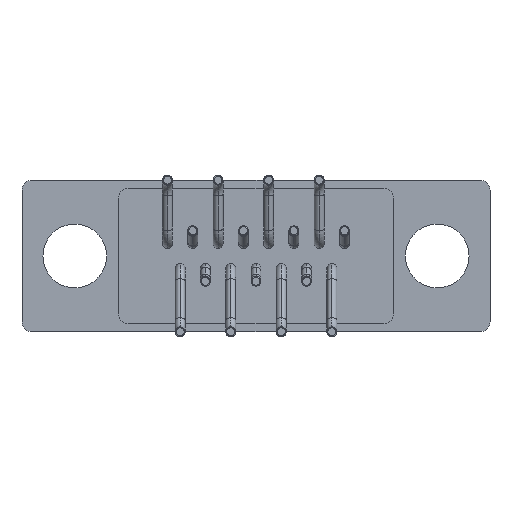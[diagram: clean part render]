
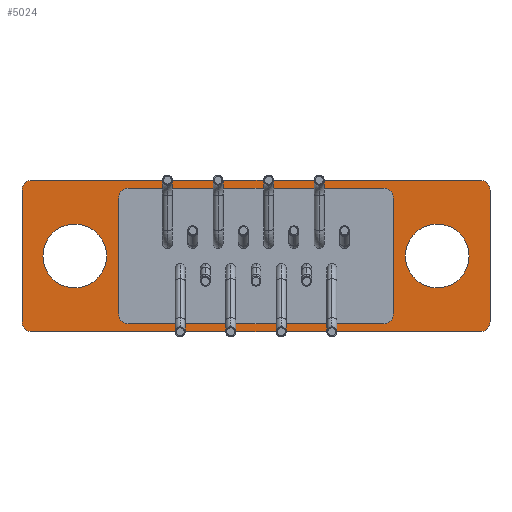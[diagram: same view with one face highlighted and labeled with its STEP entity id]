
A CAD part, front view. The second image highlights one B-rep face of the part: STEP entity #5024.
In plain terms, the highlighted planar face has unit normal (0, -1, 0).
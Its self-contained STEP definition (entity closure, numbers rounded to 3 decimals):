
#200=CARTESIAN_POINT('',(6.4,3.5,2.9));
#201=DIRECTION('',(0.,1.,0.));
#202=DIRECTION('',(0.,0.,1.));
#203=AXIS2_PLACEMENT_3D('',#200,#201,#202);
#213=DIRECTION('',(1.,0.,0.));
#214=VECTOR('',#213,12.8);
#215=CARTESIAN_POINT('',(-6.4,3.5,3.4));
#216=LINE('',#215,#214);
#217=CARTESIAN_POINT('',(-6.4,3.5,2.9));
#218=DIRECTION('',(0.,1.,0.));
#219=DIRECTION('',(-1.,0.,0.));
#220=AXIS2_PLACEMENT_3D('',#217,#218,#219);
#226=DIRECTION('',(0.,0.,1.));
#227=VECTOR('',#226,5.8);
#228=CARTESIAN_POINT('',(-6.9,3.5,-2.9));
#229=LINE('',#228,#227);
#234=CARTESIAN_POINT('',(-6.4,3.5,-2.9));
#235=DIRECTION('',(0.,1.,0.));
#236=DIRECTION('',(0.,0.,-1.));
#237=AXIS2_PLACEMENT_3D('',#234,#235,#236);
#243=DIRECTION('',(-1.,0.,0.));
#244=VECTOR('',#243,12.8);
#245=CARTESIAN_POINT('',(6.4,3.5,-3.4));
#246=LINE('',#245,#244);
#251=CARTESIAN_POINT('',(6.4,3.5,-2.9));
#252=DIRECTION('',(0.,1.,0.));
#253=DIRECTION('',(1.,0.,0.));
#254=AXIS2_PLACEMENT_3D('',#251,#252,#253);
#260=DIRECTION('',(0.,0.,-1.));
#261=VECTOR('',#260,5.8);
#262=CARTESIAN_POINT('',(6.9,3.5,2.9));
#263=LINE('',#262,#261);
#268=CARTESIAN_POINT('',(-9.1,3.5,0.));
#269=DIRECTION('',(0.,1.,0.));
#270=DIRECTION('',(1.,0.,0.));
#271=AXIS2_PLACEMENT_3D('',#268,#269,#270);
#273=CARTESIAN_POINT('',(-9.1,3.5,0.));
#274=DIRECTION('',(0.,1.,0.));
#275=DIRECTION('',(-1.,0.,0.));
#276=AXIS2_PLACEMENT_3D('',#273,#274,#275);
#278=CARTESIAN_POINT('',(9.1,3.5,0.));
#279=DIRECTION('',(0.,1.,0.));
#280=DIRECTION('',(1.,0.,0.));
#281=AXIS2_PLACEMENT_3D('',#278,#279,#280);
#283=CARTESIAN_POINT('',(9.1,3.5,0.));
#284=DIRECTION('',(0.,1.,0.));
#285=DIRECTION('',(-1.,0.,0.));
#286=AXIS2_PLACEMENT_3D('',#283,#284,#285);
#288=CARTESIAN_POINT('',(11.25,3.5,-3.3));
#289=DIRECTION('',(0.,-1.,0.));
#290=DIRECTION('',(0.,0.,-1.));
#291=AXIS2_PLACEMENT_3D('',#288,#289,#290);
#293=DIRECTION('',(-1.,0.,0.));
#294=VECTOR('',#293,22.5);
#295=CARTESIAN_POINT('',(11.25,3.5,-3.8));
#296=LINE('',#295,#294);
#297=CARTESIAN_POINT('',(-11.25,3.5,-3.3));
#298=DIRECTION('',(0.,-1.,0.));
#299=DIRECTION('',(-1.,0.,0.));
#300=AXIS2_PLACEMENT_3D('',#297,#298,#299);
#302=DIRECTION('',(0.,0.,1.));
#303=VECTOR('',#302,6.6);
#304=CARTESIAN_POINT('',(-11.75,3.5,-3.3));
#305=LINE('',#304,#303);
#306=CARTESIAN_POINT('',(-11.25,3.5,3.3));
#307=DIRECTION('',(0.,-1.,0.));
#308=DIRECTION('',(0.,0.,1.));
#309=AXIS2_PLACEMENT_3D('',#306,#307,#308);
#311=DIRECTION('',(1.,0.,0.));
#312=VECTOR('',#311,22.5);
#313=CARTESIAN_POINT('',(-11.25,3.5,3.8));
#314=LINE('',#313,#312);
#315=CARTESIAN_POINT('',(11.25,3.5,3.3));
#316=DIRECTION('',(0.,-1.,0.));
#317=DIRECTION('',(1.,0.,0.));
#318=AXIS2_PLACEMENT_3D('',#315,#316,#317);
#320=DIRECTION('',(0.,0.,-1.));
#321=VECTOR('',#320,6.6);
#322=CARTESIAN_POINT('',(11.75,3.5,3.3));
#323=LINE('',#322,#321);
#3770=CARTESIAN_POINT('',(-7.5,3.5,0.));
#3771=CARTESIAN_POINT('',(-10.7,3.5,0.));
#3772=VERTEX_POINT('',#3770);
#3773=VERTEX_POINT('',#3771);
#3774=CARTESIAN_POINT('',(10.7,3.5,0.));
#3775=CARTESIAN_POINT('',(7.5,3.5,0.));
#3776=VERTEX_POINT('',#3774);
#3777=VERTEX_POINT('',#3775);
#3834=CARTESIAN_POINT('',(11.25,3.5,-3.8));
#3835=CARTESIAN_POINT('',(11.75,3.5,-3.3));
#3836=VERTEX_POINT('',#3834);
#3837=VERTEX_POINT('',#3835);
#3842=CARTESIAN_POINT('',(11.75,3.5,3.3));
#3843=CARTESIAN_POINT('',(11.25,3.5,3.8));
#3844=VERTEX_POINT('',#3842);
#3845=VERTEX_POINT('',#3843);
#3850=CARTESIAN_POINT('',(-11.25,3.5,3.8));
#3851=CARTESIAN_POINT('',(-11.75,3.5,3.3));
#3852=VERTEX_POINT('',#3850);
#3853=VERTEX_POINT('',#3851);
#3858=CARTESIAN_POINT('',(-11.75,3.5,-3.3));
#3859=CARTESIAN_POINT('',(-11.25,3.5,-3.8));
#3860=VERTEX_POINT('',#3858);
#3861=VERTEX_POINT('',#3859);
#3870=CARTESIAN_POINT('',(6.4,3.5,3.4));
#3871=VERTEX_POINT('',#3870);
#3872=CARTESIAN_POINT('',(6.9,3.5,2.9));
#3873=VERTEX_POINT('',#3872);
#3878=CARTESIAN_POINT('',(6.9,3.5,-2.9));
#3879=VERTEX_POINT('',#3878);
#3880=CARTESIAN_POINT('',(6.4,3.5,-3.4));
#3881=VERTEX_POINT('',#3880);
#3886=CARTESIAN_POINT('',(-6.4,3.5,-3.4));
#3887=VERTEX_POINT('',#3886);
#3888=CARTESIAN_POINT('',(-6.9,3.5,-2.9));
#3889=VERTEX_POINT('',#3888);
#3894=CARTESIAN_POINT('',(-6.9,3.5,2.9));
#3895=VERTEX_POINT('',#3894);
#3896=CARTESIAN_POINT('',(-6.4,3.5,3.4));
#3897=VERTEX_POINT('',#3896);
#4979=CARTESIAN_POINT('',(0.,3.5,0.));
#4980=DIRECTION('',(0.,1.,0.));
#4981=DIRECTION('',(1.,0.,0.));
#4982=AXIS2_PLACEMENT_3D('',#4979,#4980,#4981);
#4983=PLANE('',#4982);
#4985=ORIENTED_EDGE('',*,*,#4984,.F.);
#4987=ORIENTED_EDGE('',*,*,#4986,.T.);
#4989=ORIENTED_EDGE('',*,*,#4988,.F.);
#4991=ORIENTED_EDGE('',*,*,#4990,.T.);
#4993=ORIENTED_EDGE('',*,*,#4992,.F.);
#4995=ORIENTED_EDGE('',*,*,#4994,.T.);
#4997=ORIENTED_EDGE('',*,*,#4996,.F.);
#4999=ORIENTED_EDGE('',*,*,#4998,.T.);
#5000=EDGE_LOOP('',(#4985,#4987,#4989,#4991,#4993,#4995,#4997,#4999));
#5001=FACE_OUTER_BOUND('',#5000,.F.);
#5003=ORIENTED_EDGE('',*,*,#5002,.F.);
#5005=ORIENTED_EDGE('',*,*,#5004,.F.);
#5006=EDGE_LOOP('',(#5003,#5005));
#5007=FACE_BOUND('',#5006,.F.);
#5009=ORIENTED_EDGE('',*,*,#5008,.F.);
#5011=ORIENTED_EDGE('',*,*,#5010,.F.);
#5012=EDGE_LOOP('',(#5009,#5011));
#5013=FACE_BOUND('',#5012,.F.);
#5014=ORIENTED_EDGE('',*,*,#4924,.F.);
#5015=ORIENTED_EDGE('',*,*,#4946,.F.);
#5016=ORIENTED_EDGE('',*,*,#4965,.F.);
#5017=ORIENTED_EDGE('',*,*,#4819,.F.);
#5018=ORIENTED_EDGE('',*,*,#4842,.F.);
#5019=ORIENTED_EDGE('',*,*,#4862,.F.);
#5020=ORIENTED_EDGE('',*,*,#4882,.F.);
#5021=ORIENTED_EDGE('',*,*,#4904,.F.);
#5022=EDGE_LOOP('',(#5014,#5015,#5016,#5017,#5018,#5019,#5020,#5021));
#5023=FACE_BOUND('',#5022,.F.);
#204=CIRCLE('',#203,0.5);
#221=CIRCLE('',#220,0.5);
#238=CIRCLE('',#237,0.5);
#255=CIRCLE('',#254,0.5);
#272=CIRCLE('',#271,1.6);
#277=CIRCLE('',#276,1.6);
#282=CIRCLE('',#281,1.6);
#287=CIRCLE('',#286,1.6);
#292=CIRCLE('',#291,0.5);
#301=CIRCLE('',#300,0.5);
#310=CIRCLE('',#309,0.5);
#319=CIRCLE('',#318,0.5);
#4819=EDGE_CURVE('',#3871,#3873,#204,.T.);
#4842=EDGE_CURVE('',#3897,#3871,#216,.T.);
#4862=EDGE_CURVE('',#3895,#3897,#221,.T.);
#4882=EDGE_CURVE('',#3889,#3895,#229,.T.);
#4904=EDGE_CURVE('',#3887,#3889,#238,.T.);
#4924=EDGE_CURVE('',#3881,#3887,#246,.T.);
#4946=EDGE_CURVE('',#3879,#3881,#255,.T.);
#4965=EDGE_CURVE('',#3873,#3879,#263,.T.);
#4984=EDGE_CURVE('',#3836,#3837,#292,.T.);
#4986=EDGE_CURVE('',#3836,#3861,#296,.T.);
#4988=EDGE_CURVE('',#3860,#3861,#301,.T.);
#4990=EDGE_CURVE('',#3860,#3853,#305,.T.);
#4992=EDGE_CURVE('',#3852,#3853,#310,.T.);
#4994=EDGE_CURVE('',#3852,#3845,#314,.T.);
#4996=EDGE_CURVE('',#3844,#3845,#319,.T.);
#4998=EDGE_CURVE('',#3844,#3837,#323,.T.);
#5002=EDGE_CURVE('',#3776,#3777,#282,.T.);
#5004=EDGE_CURVE('',#3777,#3776,#287,.T.);
#5008=EDGE_CURVE('',#3772,#3773,#272,.T.);
#5010=EDGE_CURVE('',#3773,#3772,#277,.T.);
#5024=ADVANCED_FACE('',(#5001,#5007,#5013,#5023),#4983,.F.);
